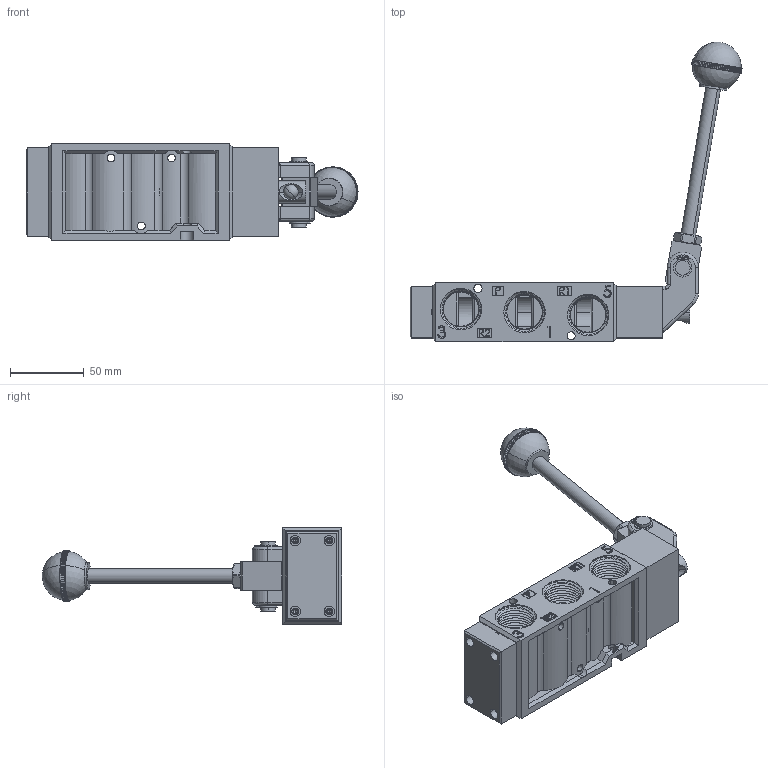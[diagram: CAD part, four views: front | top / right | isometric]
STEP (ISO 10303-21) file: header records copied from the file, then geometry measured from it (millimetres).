
FILE_DESCRIPTION (( 'STEP AP203' ), '1' );
FILE_NAME ('HLV610-S.STEP', '2013-01-31T11:30:01', ( '' ), ( '' ), 'SwSTEP 2.0', 'SolidWorks 2008', '' );
FILE_SCHEMA (( 'CONFIG_CONTROL_DESIGN' ));
Length unit declared in the file: millimetre
Products named in the file (12): HLV610-S; 700夥蛤-2_ル遽; 700-1_ル遽; 700譫1_ル遽; 700-6_ル遽; 700-3_ル遽; 700-8_ル遽; 700-7_ル遽; 700-2_ル遽; 700-4_ル遽; 700-5_ル遽; 700-9_ル遽
Assembly tree (12 placements, depth 2):
  HLV610-S
    700-4_ル遽
    700-2_ル遽  x2
    700-6_ル遽
    700-5_ル遽
    700-1_ル遽
    700-8_ル遽
    700-3_ル遽
    700夥蛤-2_ル遽
    700-7_ル遽
    700譫1_ル遽
    700-9_ル遽
Bounding box: 224.63 x 202.68 x 65 mm (x, y, z)
Volume: 323081.9 mm3; surface area: 108200.1 mm2
Topology: 12 solids, 14 shells, 1152 faces, 3026 edges, 1981 vertices
Faces by surface type: plane 534, cylinder 492, bspline 74, cone 40, torus 8, sphere 4
Entity records: 49083 total; most frequent: CARTESIAN_POINT 21360, ORIENTED_EDGE 5658, DIRECTION 5265, EDGE_CURVE 2829, AXIS2_PLACEMENT_3D 2016, VERTEX_POINT 1861, EDGE_LOOP 1330, LINE 1233
